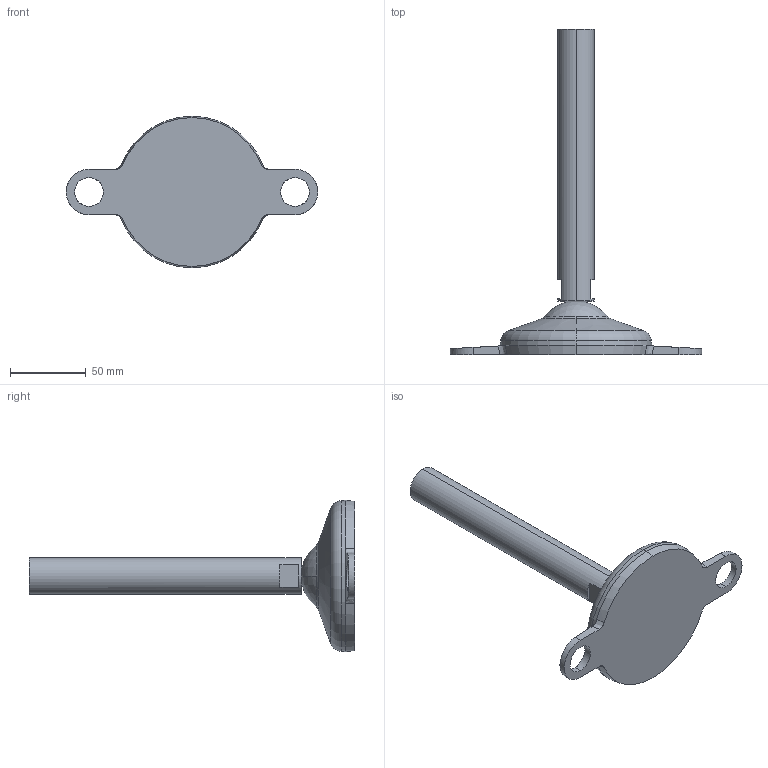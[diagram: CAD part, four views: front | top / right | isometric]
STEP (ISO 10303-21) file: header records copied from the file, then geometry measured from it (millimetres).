
FILE_DESCRIPTION (( 'STEP AP203' ), '1' );
FILE_NAME ('HLFx2 - HLF102-M24-L180-R19.STEP', '2024-08-22T10:42:41', ( '' ), ( '' ), 'SwSTEP 2.0', 'SolidWorks 2024', '' );
FILE_SCHEMA (( 'CONFIG_CONTROL_DESIGN' ));
Length unit declared in the file: millimetre
Products named in the file (1): HLFx2 - HLF102-M24-L180-R19
Bounding box: 166 x 215 x 100 mm (x, y, z)
Volume: 246764 mm3; surface area: 38114.1 mm2
Topology: 1 solids, 1 shells, 44 faces, 106 edges, 68 vertices
Faces by surface type: plane 16, cylinder 10, cone 8, torus 4, bspline 4, sphere 2
Entity records: 1525 total; most frequent: CARTESIAN_POINT 439, ORIENTED_EDGE 212, DIRECTION 210, EDGE_CURVE 106, AXIS2_PLACEMENT_3D 87, VERTEX_POINT 68, EDGE_LOOP 52, CIRCLE 46
